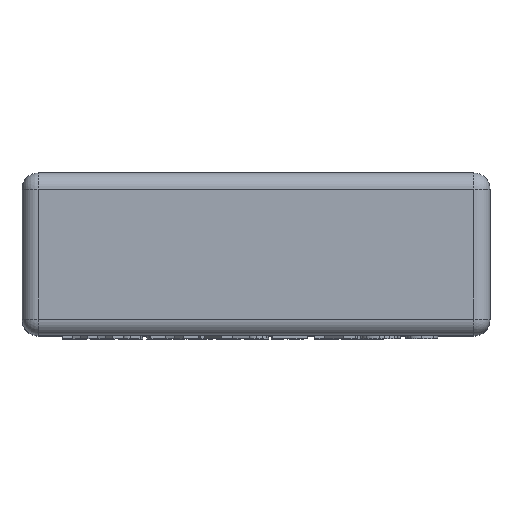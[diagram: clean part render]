
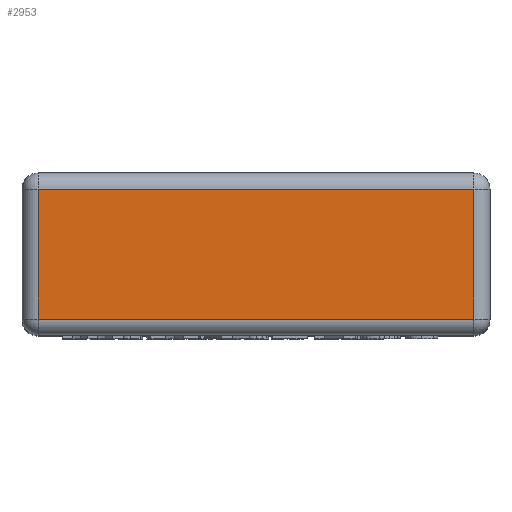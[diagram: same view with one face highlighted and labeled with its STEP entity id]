
A CAD part, top view. The second image highlights one B-rep face of the part: STEP entity #2953.
In plain terms, the highlighted planar face has unit normal (0, 0, 1).
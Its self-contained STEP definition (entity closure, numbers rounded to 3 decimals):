
#193 = VERTEX_POINT('',#194);
#194 = CARTESIAN_POINT('',(-3.35,1.,6.5));
#201 = EDGE_CURVE('',#193,#202,#204,.T.);
#202 = VERTEX_POINT('',#203);
#203 = CARTESIAN_POINT('',(-3.35,-1.,6.5));
#204 = LINE('',#205,#206);
#205 = CARTESIAN_POINT('',(-3.35,1.25,6.5));
#206 = VECTOR('',#207,1.);
#207 = DIRECTION('',(0.,-1.,0.));
#2953 = ADVANCED_FACE('',(#2954),#2979,.T.);
#2954 = FACE_BOUND('',#2955,.T.);
#2955 = EDGE_LOOP('',(#2956,#2964,#2972,#2978));
#2956 = ORIENTED_EDGE('',*,*,#2957,.T.);
#2957 = EDGE_CURVE('',#202,#2958,#2960,.T.);
#2958 = VERTEX_POINT('',#2959);
#2959 = CARTESIAN_POINT('',(3.35,-1.,6.5));
#2960 = LINE('',#2961,#2962);
#2961 = CARTESIAN_POINT('',(-3.6,-1.,6.5));
#2962 = VECTOR('',#2963,1.);
#2963 = DIRECTION('',(1.,0.,0.));
#2964 = ORIENTED_EDGE('',*,*,#2965,.F.);
#2965 = EDGE_CURVE('',#2966,#2958,#2968,.T.);
#2966 = VERTEX_POINT('',#2967);
#2967 = CARTESIAN_POINT('',(3.35,1.,6.5));
#2968 = LINE('',#2969,#2970);
#2969 = CARTESIAN_POINT('',(3.35,1.25,6.5));
#2970 = VECTOR('',#2971,1.);
#2971 = DIRECTION('',(0.,-1.,0.));
#2972 = ORIENTED_EDGE('',*,*,#2973,.F.);
#2973 = EDGE_CURVE('',#193,#2966,#2974,.T.);
#2974 = LINE('',#2975,#2976);
#2975 = CARTESIAN_POINT('',(-3.6,1.,6.5));
#2976 = VECTOR('',#2977,1.);
#2977 = DIRECTION('',(1.,0.,0.));
#2978 = ORIENTED_EDGE('',*,*,#201,.T.);
#2979 = PLANE('',#2980);
#2980 = AXIS2_PLACEMENT_3D('',#2981,#2982,#2983);
#2981 = CARTESIAN_POINT('',(-3.6,1.25,6.5));
#2982 = DIRECTION('',(0.,0.,1.));
#2983 = DIRECTION('',(1.,0.,0.));
